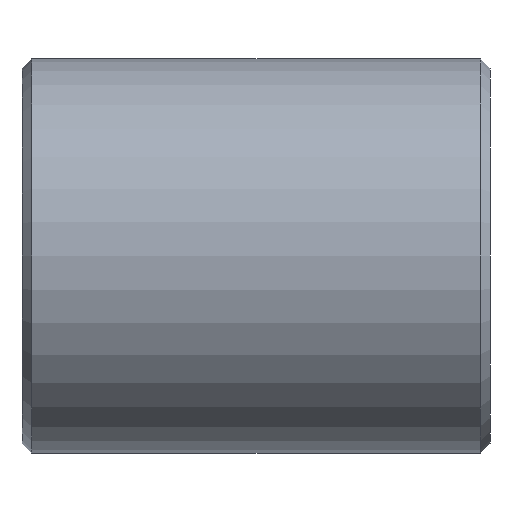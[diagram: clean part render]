
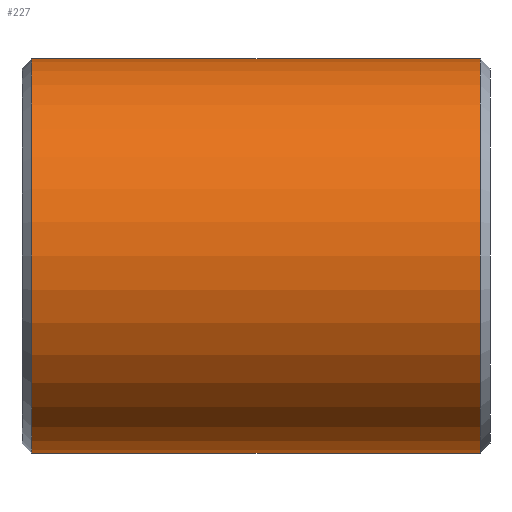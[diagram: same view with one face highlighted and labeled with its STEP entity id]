
A CAD part, left-side view. The second image highlights one B-rep face of the part: STEP entity #227.
In plain terms, the highlighted cylindrical face has radius 4 mm (diameter 8 mm), a partial arc.
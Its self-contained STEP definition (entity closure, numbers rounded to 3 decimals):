
#4 = VERTEX_POINT ( 'NONE', #290 ) ;
#21 = CARTESIAN_POINT ( 'NONE',  ( 0., 9.3, 0. ) ) ;
#45 = LINE ( 'NONE', #295, #408 ) ;
#70 = VERTEX_POINT ( 'NONE', #329 ) ;
#71 = EDGE_CURVE ( 'NONE', #70, #254, #45, .T. ) ;
#117 = ORIENTED_EDGE ( 'NONE', *, *, #71, .F. ) ;
#119 = EDGE_CURVE ( 'NONE', #324, #4, #331, .T. ) ;
#122 = CIRCLE ( 'NONE', #238, 4. ) ;
#129 = EDGE_CURVE ( 'NONE', #70, #324, #245, .T. ) ;
#140 = VECTOR ( 'NONE', #334, 1000. ) ;
#178 = DIRECTION ( 'NONE',  ( 0., 1., 0. ) ) ;
#191 = ORIENTED_EDGE ( 'NONE', *, *, #119, .T. ) ;
#200 = DIRECTION ( 'NONE',  ( 0., 0., 1. ) ) ;
#206 = CARTESIAN_POINT ( 'NONE',  ( 0., 9.5, -4. ) ) ;
#210 = DIRECTION ( 'NONE',  ( 0., -1., 0. ) ) ;
#227 = ADVANCED_FACE ( 'NONE', ( #330 ), #437, .T. ) ;
#238 = AXIS2_PLACEMENT_3D ( 'NONE', #341, #178, #443 ) ;
#243 = CARTESIAN_POINT ( 'NONE',  ( 0., 9.5, 0. ) ) ;
#245 = CIRCLE ( 'NONE', #284, 4. ) ;
#254 = VERTEX_POINT ( 'NONE', #304 ) ;
#264 = DIRECTION ( 'NONE',  ( 0., -1., 0. ) ) ;
#276 = DIRECTION ( 'NONE',  ( 0., 0., -1. ) ) ;
#284 = AXIS2_PLACEMENT_3D ( 'NONE', #21, #364, #200 ) ;
#290 = CARTESIAN_POINT ( 'NONE',  ( 0., 0.2, -4. ) ) ;
#295 = CARTESIAN_POINT ( 'NONE',  ( 0., 9.5, 4. ) ) ;
#304 = CARTESIAN_POINT ( 'NONE',  ( 0., 0.2, 4. ) ) ;
#309 = EDGE_CURVE ( 'NONE', #4, #254, #122, .T. ) ;
#324 = VERTEX_POINT ( 'NONE', #433 ) ;
#329 = CARTESIAN_POINT ( 'NONE',  ( 0., 9.3, 4. ) ) ;
#330 = FACE_OUTER_BOUND ( 'NONE', #409, .T. ) ;
#331 = LINE ( 'NONE', #206, #140 ) ;
#334 = DIRECTION ( 'NONE',  ( 0., -1., 0. ) ) ;
#341 = CARTESIAN_POINT ( 'NONE',  ( 0., 0.2, 0. ) ) ;
#364 = DIRECTION ( 'NONE',  ( 0., -1., 0. ) ) ;
#365 = ORIENTED_EDGE ( 'NONE', *, *, #309, .T. ) ;
#408 = VECTOR ( 'NONE', #264, 1000. ) ;
#409 = EDGE_LOOP ( 'NONE', ( #117, #445, #191, #365 ) ) ;
#425 = AXIS2_PLACEMENT_3D ( 'NONE', #243, #210, #276 ) ;
#433 = CARTESIAN_POINT ( 'NONE',  ( 0., 9.3, -4. ) ) ;
#437 = CYLINDRICAL_SURFACE ( 'NONE', #425, 4. ) ;
#443 = DIRECTION ( 'NONE',  ( 0., 0., 1. ) ) ;
#445 = ORIENTED_EDGE ( 'NONE', *, *, #129, .T. ) ;
